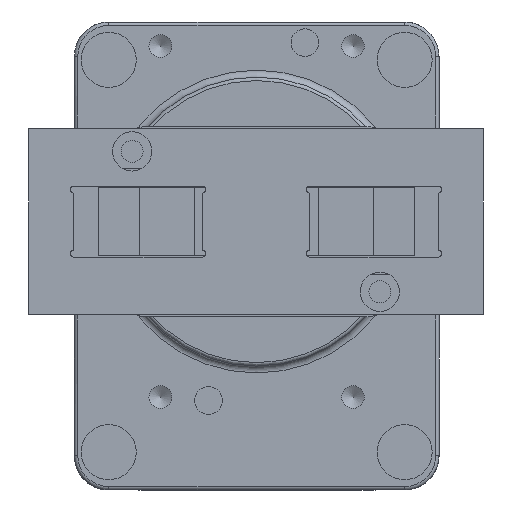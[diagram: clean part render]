
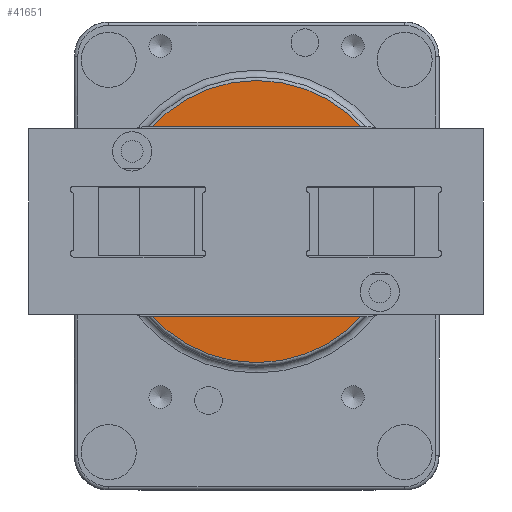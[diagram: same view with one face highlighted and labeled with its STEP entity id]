
A CAD part, front view. The second image highlights one B-rep face of the part: STEP entity #41651.
In plain terms, the highlighted face is planar.
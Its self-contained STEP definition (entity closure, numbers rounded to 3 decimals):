
#8279 = ORIENTED_EDGE ( 'NONE', *, *, #106095, .F. ) ;
#10499 = VERTEX_POINT ( 'NONE', #116414 ) ;
#14639 = EDGE_LOOP ( 'NONE', ( #61173 ) ) ;
#17119 = DIRECTION ( 'NONE',  ( 0., 0., -1. ) ) ;
#26279 = DIRECTION ( 'NONE',  ( 1., 0., 0. ) ) ;
#26432 = AXIS2_PLACEMENT_3D ( 'NONE', #91113, #120671, #26279 ) ;
#35758 = VERTEX_POINT ( 'NONE', #83365 ) ;
#41651 = ADVANCED_FACE ( 'NONE', ( #121284, #45243 ), #92920, .F. ) ;
#45243 = FACE_OUTER_BOUND ( 'NONE', #14639, .T. ) ;
#45924 = DIRECTION ( 'NONE',  ( 1., 0., 0. ) ) ;
#53536 = CIRCLE ( 'NONE', #86732, 12.5 ) ;
#53690 = EDGE_LOOP ( 'NONE', ( #8279 ) ) ;
#57185 = CIRCLE ( 'NONE', #82606, 20.5 ) ;
#60511 = CARTESIAN_POINT ( 'NONE',  ( 0., 0., 0. ) ) ;
#61173 = ORIENTED_EDGE ( 'NONE', *, *, #115358, .T. ) ;
#73920 = CARTESIAN_POINT ( 'NONE',  ( 0., 0., 0. ) ) ;
#78221 = DIRECTION ( 'NONE',  ( 0., 0., -1. ) ) ;
#82606 = AXIS2_PLACEMENT_3D ( 'NONE', #73920, #17119, #45924 ) ;
#83365 = CARTESIAN_POINT ( 'NONE',  ( 12.5, 0., 0. ) ) ;
#86732 = AXIS2_PLACEMENT_3D ( 'NONE', #60511, #78221, #115805 ) ;
#91113 = CARTESIAN_POINT ( 'NONE',  ( 0., 0., 0. ) ) ;
#92920 = PLANE ( 'NONE',  #26432 ) ;
#106095 = EDGE_CURVE ( 'NONE', #35758, #35758, #53536, .T. ) ;
#115358 = EDGE_CURVE ( 'NONE', #10499, #10499, #57185, .T. ) ;
#115805 = DIRECTION ( 'NONE',  ( 1., 0., 0. ) ) ;
#116414 = CARTESIAN_POINT ( 'NONE',  ( 20.5, 0., 0. ) ) ;
#120671 = DIRECTION ( 'NONE',  ( 0., 0., 1. ) ) ;
#121284 = FACE_BOUND ( 'NONE', #53690, .T. ) ;
